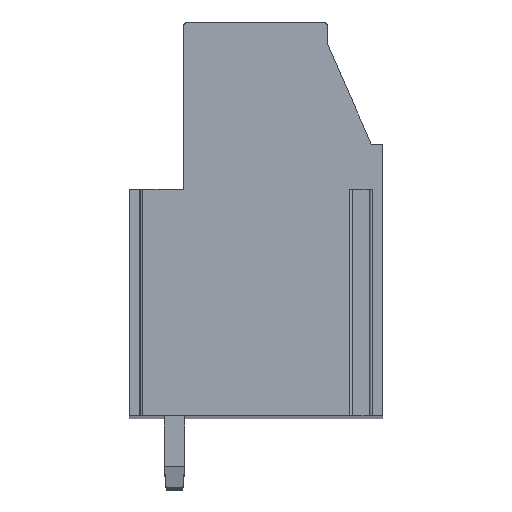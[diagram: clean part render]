
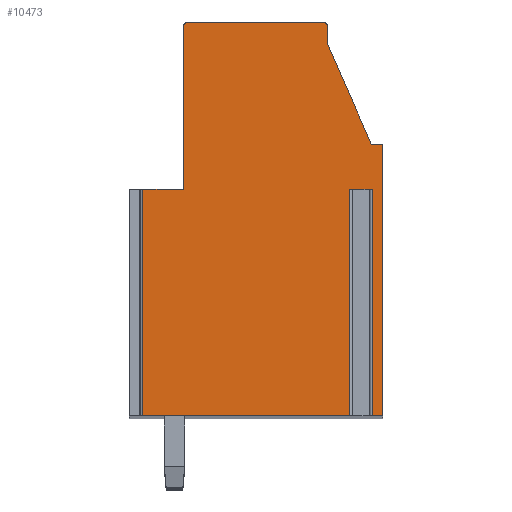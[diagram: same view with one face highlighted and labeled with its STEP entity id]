
A CAD part, top view. The second image highlights one B-rep face of the part: STEP entity #10473.
In plain terms, the highlighted planar face has unit normal (0, 0, 1).
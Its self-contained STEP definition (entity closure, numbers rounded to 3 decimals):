
#135=DIRECTION('',(-1.,0.,0.));
#136=VECTOR('',#135,1.806);
#137=CARTESIAN_POINT('',(-3.2,1.3,2.5));
#138=LINE('',#137,#136);
#1655=DIRECTION('',(1.,0.,0.));
#1656=VECTOR('',#1655,0.989);
#1657=CARTESIAN_POINT('',(4.142,1.3,2.5));
#1658=LINE('',#1657,#1656);
#1659=DIRECTION('',(0.,-1.,0.));
#1660=VECTOR('',#1659,10.);
#1661=CARTESIAN_POINT('',(4.142,1.3,2.5));
#1662=LINE('',#1661,#1660);
#1663=DIRECTION('',(1.,0.,0.));
#1664=VECTOR('',#1663,9.148);
#1665=CARTESIAN_POINT('',(-5.006,-8.7,2.5));
#1666=LINE('',#1665,#1664);
#1667=DIRECTION('',(0.,-1.,0.));
#1668=VECTOR('',#1667,10.);
#1669=CARTESIAN_POINT('',(-5.006,1.3,2.5));
#1670=LINE('',#1669,#1668);
#1671=DIRECTION('',(0.,-1.,0.));
#1672=VECTOR('',#1671,7.2);
#1673=CARTESIAN_POINT('',(-3.2,8.5,2.5));
#1674=LINE('',#1673,#1672);
#1675=CARTESIAN_POINT('',(-3.,8.5,2.5));
#1676=DIRECTION('',(0.,0.,1.));
#1677=DIRECTION('',(0.,1.,0.));
#1678=AXIS2_PLACEMENT_3D('',#1675,#1676,#1677);
#1680=DIRECTION('',(-1.,0.,0.));
#1681=VECTOR('',#1680,5.95);
#1682=CARTESIAN_POINT('',(2.95,8.7,2.5));
#1683=LINE('',#1682,#1681);
#1684=CARTESIAN_POINT('',(2.95,8.5,2.5));
#1685=DIRECTION('',(0.,0.,1.));
#1686=DIRECTION('',(1.,0.,0.));
#1687=AXIS2_PLACEMENT_3D('',#1684,#1685,#1686);
#1689=DIRECTION('',(0.,1.,0.));
#1690=VECTOR('',#1689,0.75);
#1691=CARTESIAN_POINT('',(3.15,7.75,2.5));
#1692=LINE('',#1691,#1690);
#1693=DIRECTION('',(-0.401,0.916,0.));
#1694=VECTOR('',#1693,4.859);
#1695=CARTESIAN_POINT('',(5.1,3.3,2.5));
#1696=LINE('',#1695,#1694);
#1697=DIRECTION('',(-1.,0.,0.));
#1698=VECTOR('',#1697,0.5);
#1699=CARTESIAN_POINT('',(5.6,3.3,2.5));
#1700=LINE('',#1699,#1698);
#1701=DIRECTION('',(0.,1.,0.));
#1702=VECTOR('',#1701,12.);
#1703=CARTESIAN_POINT('',(5.6,-8.7,2.5));
#1704=LINE('',#1703,#1702);
#1705=DIRECTION('',(1.,0.,0.));
#1706=VECTOR('',#1705,0.469);
#1707=CARTESIAN_POINT('',(5.131,-8.7,2.5));
#1708=LINE('',#1707,#1706);
#1709=DIRECTION('',(0.,-1.,0.));
#1710=VECTOR('',#1709,10.);
#1711=CARTESIAN_POINT('',(5.131,1.3,2.5));
#1712=LINE('',#1711,#1710);
#6557=CARTESIAN_POINT('',(5.1,3.3,2.5));
#6558=CARTESIAN_POINT('',(3.15,7.75,2.5));
#6559=VERTEX_POINT('',#6557);
#6560=VERTEX_POINT('',#6558);
#6561=CARTESIAN_POINT('',(3.15,8.5,2.5));
#6562=VERTEX_POINT('',#6561);
#6563=CARTESIAN_POINT('',(2.95,8.7,2.5));
#6564=VERTEX_POINT('',#6563);
#6565=CARTESIAN_POINT('',(-3.,8.7,2.5));
#6566=VERTEX_POINT('',#6565);
#6567=CARTESIAN_POINT('',(-3.2,8.5,2.5));
#6568=VERTEX_POINT('',#6567);
#6569=CARTESIAN_POINT('',(-3.2,1.3,2.5));
#6570=VERTEX_POINT('',#6569);
#6571=CARTESIAN_POINT('',(5.6,-8.7,2.5));
#6572=CARTESIAN_POINT('',(5.6,3.3,2.5));
#6573=VERTEX_POINT('',#6571);
#6574=VERTEX_POINT('',#6572);
#6587=CARTESIAN_POINT('',(4.142,1.3,2.5));
#6588=CARTESIAN_POINT('',(5.131,1.3,2.5));
#6589=VERTEX_POINT('',#6587);
#6590=VERTEX_POINT('',#6588);
#6591=CARTESIAN_POINT('',(-5.006,1.3,2.5));
#6592=CARTESIAN_POINT('',(-5.006,-8.7,2.5));
#6593=VERTEX_POINT('',#6591);
#6594=VERTEX_POINT('',#6592);
#6595=CARTESIAN_POINT('',(5.131,-8.7,2.5));
#6596=VERTEX_POINT('',#6595);
#6597=CARTESIAN_POINT('',(4.142,-8.7,2.5));
#6598=VERTEX_POINT('',#6597);
#10448=CARTESIAN_POINT('',(0.,0.,2.5));
#10449=DIRECTION('',(0.,0.,1.));
#10450=DIRECTION('',(1.,0.,0.));
#10451=AXIS2_PLACEMENT_3D('',#10448,#10449,#10450);
#10452=PLANE('',#10451);
#10454=ORIENTED_EDGE('',*,*,#10453,.F.);
#10456=ORIENTED_EDGE('',*,*,#10455,.T.);
#10457=ORIENTED_EDGE('',*,*,#10102,.F.);
#10458=ORIENTED_EDGE('',*,*,#10440,.F.);
#10459=ORIENTED_EDGE('',*,*,#8543,.F.);
#10460=ORIENTED_EDGE('',*,*,#8757,.F.);
#10461=ORIENTED_EDGE('',*,*,#9740,.F.);
#10462=ORIENTED_EDGE('',*,*,#9754,.F.);
#10463=ORIENTED_EDGE('',*,*,#9858,.F.);
#10464=ORIENTED_EDGE('',*,*,#9872,.F.);
#10465=ORIENTED_EDGE('',*,*,#9886,.F.);
#10466=ORIENTED_EDGE('',*,*,#9900,.F.);
#10467=ORIENTED_EDGE('',*,*,#9914,.F.);
#10468=ORIENTED_EDGE('',*,*,#10118,.F.);
#10470=ORIENTED_EDGE('',*,*,#10469,.F.);
#10471=EDGE_LOOP('',(#10454,#10456,#10457,#10458,#10459,#10460,#10461,#10462,
#10463,#10464,#10465,#10466,#10467,#10468,#10470));
#10472=FACE_OUTER_BOUND('',#10471,.F.);
#1679=CIRCLE('',#1678,0.2);
#1688=CIRCLE('',#1687,0.2);
#8543=EDGE_CURVE('',#6570,#6593,#138,.T.);
#8757=EDGE_CURVE('',#6568,#6570,#1674,.T.);
#9740=EDGE_CURVE('',#6566,#6568,#1679,.T.);
#9754=EDGE_CURVE('',#6564,#6566,#1683,.T.);
#9858=EDGE_CURVE('',#6562,#6564,#1688,.T.);
#9872=EDGE_CURVE('',#6560,#6562,#1692,.T.);
#9886=EDGE_CURVE('',#6559,#6560,#1696,.T.);
#9900=EDGE_CURVE('',#6574,#6559,#1700,.T.);
#9914=EDGE_CURVE('',#6573,#6574,#1704,.T.);
#10102=EDGE_CURVE('',#6594,#6598,#1666,.T.);
#10118=EDGE_CURVE('',#6596,#6573,#1708,.T.);
#10440=EDGE_CURVE('',#6593,#6594,#1670,.T.);
#10453=EDGE_CURVE('',#6589,#6590,#1658,.T.);
#10455=EDGE_CURVE('',#6589,#6598,#1662,.T.);
#10469=EDGE_CURVE('',#6590,#6596,#1712,.T.);
#10473=ADVANCED_FACE('',(#10472),#10452,.T.);
